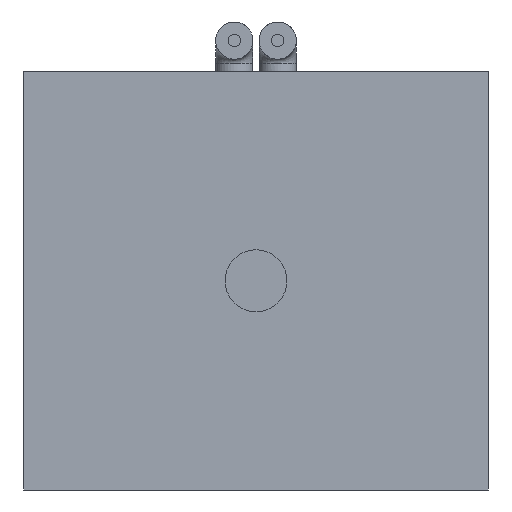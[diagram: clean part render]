
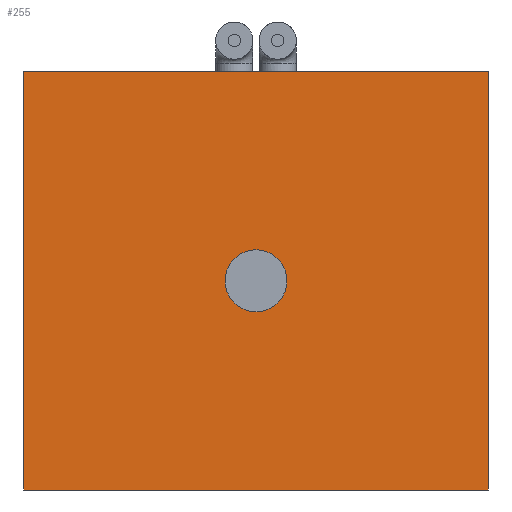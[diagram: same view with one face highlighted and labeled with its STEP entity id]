
A CAD part, left-side view. The second image highlights one B-rep face of the part: STEP entity #255.
In plain terms, the highlighted planar face has unit normal (-1, 0, 0).
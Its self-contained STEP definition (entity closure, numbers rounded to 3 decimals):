
#255 = ADVANCED_FACE( '', ( #513, #514 ), #515, .T. );
#513 = FACE_BOUND( '', #809, .T. );
#514 = FACE_OUTER_BOUND( '', #810, .T. );
#515 = PLANE( '', #811 );
#809 = EDGE_LOOP( '', ( #1207 ) );
#810 = EDGE_LOOP( '', ( #1208, #1209, #1210, #1211 ) );
#811 = AXIS2_PLACEMENT_3D( '', #1212, #1213, #1214 );
#1207 = ORIENTED_EDGE( '', *, *, #1669, .F. );
#1208 = ORIENTED_EDGE( '', *, *, #1620, .F. );
#1209 = ORIENTED_EDGE( '', *, *, #1593, .F. );
#1210 = ORIENTED_EDGE( '', *, *, #1670, .T. );
#1211 = ORIENTED_EDGE( '', *, *, #1600, .T. );
#1212 = CARTESIAN_POINT( '', ( -26.75, -15., -13.5 ) );
#1213 = DIRECTION( '', ( -1., 0., 0. ) );
#1214 = DIRECTION( '', ( 0., 0., 1. ) );
#1593 = EDGE_CURVE( '', #1839, #1835, #1841, .T. );
#1600 = EDGE_CURVE( '', #1854, #1851, #1855, .T. );
#1620 = EDGE_CURVE( '', #1835, #1851, #1887, .T. );
#1669 = EDGE_CURVE( '', #1961, #1961, #1962, .T. );
#1670 = EDGE_CURVE( '', #1839, #1854, #1963, .T. );
#1835 = VERTEX_POINT( '', #2194 );
#1839 = VERTEX_POINT( '', #2200 );
#1841 = LINE( '', #2203, #2204 );
#1851 = VERTEX_POINT( '', #2218 );
#1854 = VERTEX_POINT( '', #2222 );
#1855 = LINE( '', #2223, #2224 );
#1887 = LINE( '', #2267, #2268 );
#1961 = VERTEX_POINT( '', #2357 );
#1962 = CIRCLE( '', #2358, 2. );
#1963 = LINE( '', #2359, #2360 );
#2194 = CARTESIAN_POINT( '', ( -26.75, 15., -13.5 ) );
#2200 = CARTESIAN_POINT( '', ( -26.75, -15., -13.5 ) );
#2203 = CARTESIAN_POINT( '', ( -26.75, -15., -13.5 ) );
#2204 = VECTOR( '', #2714, 1000. );
#2218 = CARTESIAN_POINT( '', ( -26.75, 15., 13.5 ) );
#2222 = CARTESIAN_POINT( '', ( -26.75, -15., 13.5 ) );
#2223 = CARTESIAN_POINT( '', ( -26.75, -15., 13.5 ) );
#2224 = VECTOR( '', #2720, 1000. );
#2267 = CARTESIAN_POINT( '', ( -26.75, 15., -13.5 ) );
#2268 = VECTOR( '', #2747, 1000. );
#2357 = CARTESIAN_POINT( '', ( -26.75, 0., 2. ) );
#2358 = AXIS2_PLACEMENT_3D( '', #2814, #2815, #2816 );
#2359 = CARTESIAN_POINT( '', ( -26.75, -15., -13.5 ) );
#2360 = VECTOR( '', #2817, 1000. );
#2714 = DIRECTION( '', ( 0., 1., 0. ) );
#2720 = DIRECTION( '', ( 0., 1., 0. ) );
#2747 = DIRECTION( '', ( 0., 0., 1. ) );
#2814 = CARTESIAN_POINT( '', ( -26.75, 0., 0. ) );
#2815 = DIRECTION( '', ( -1., 0., 0. ) );
#2816 = DIRECTION( '', ( 0., 0., 1. ) );
#2817 = DIRECTION( '', ( 0., 0., 1. ) );
